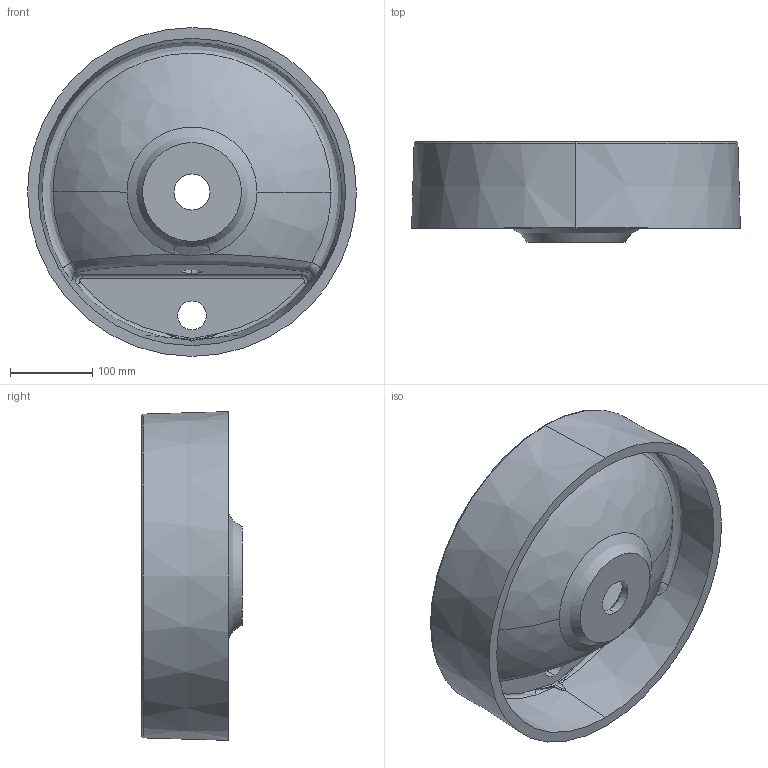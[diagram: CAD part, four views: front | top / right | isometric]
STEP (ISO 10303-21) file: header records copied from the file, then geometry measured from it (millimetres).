
FILE_DESCRIPTION (( 'STEP AP203' ), '1' );
FILE_NAME ('6301150411.STEP', '2020-12-16T22:04:23', ( '' ), ( '' ), 'SwSTEP 2.0', 'SolidWorks 2019', '' );
FILE_SCHEMA (( 'CONFIG_CONTROL_DESIGN' ));
Length unit declared in the file: millimetre
Products named in the file (1): 6301150411
Bounding box: 400 x 122 x 400 mm (x, y, z)
Volume: 3736506.2 mm3; surface area: 513799.5 mm2
Topology: 1 solids, 1 shells, 58 faces, 142 edges, 84 vertices
Faces by surface type: bspline 32, cylinder 8, plane 7, cone 6, torus 5
Entity records: 10057 total; most frequent: CARTESIAN_POINT 8858, ORIENTED_EDGE 276, DIRECTION 169, EDGE_CURVE 138, VERTEX_POINT 84, AXIS2_PLACEMENT_3D 77, B_SPLINE_CURVE_WITH_KNOTS 71, EDGE_LOOP 66
